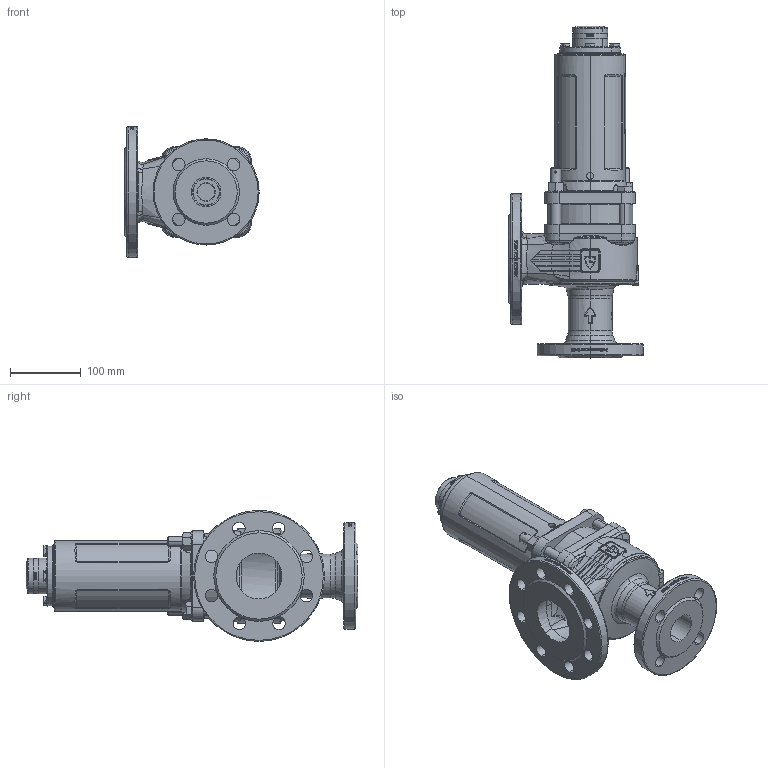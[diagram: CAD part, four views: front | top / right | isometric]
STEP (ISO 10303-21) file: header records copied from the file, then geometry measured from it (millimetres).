
FILE_DESCRIPTION (( 'STEP AP214' ), '1' );
FILE_NAME ('455BGFO_40_FLFL_4065_MD.STEP', '2020-08-27T06:28:57', ( '' ), ( '' ), 'SwSTEP 2.0', 'SolidWorks 2020', '' );
FILE_SCHEMA (( 'AUTOMOTIVE_DESIGN' ));
Length unit declared in the file: millimetre
Products named in the file (1): 455BGFO_40_FLFL_4065_MD
Bounding box: 190 x 469.5 x 185 mm (x, y, z)
Volume: 1999801.2 mm3; surface area: 506602 mm2
Topology: 16 solids, 16 shells, 1955 faces, 5375 edges, 3584 vertices
Faces by surface type: bspline 675, plane 482, cylinder 452, cone 214, torus 126, sphere 6
Entity records: 147553 total; most frequent: CARTESIAN_POINT 81274, ORIENTED_EDGE 10638, DIRECTION 7385, EDGE_CURVE 5319, VERTEX_POINT 3584, AXIS2_PLACEMENT_3D 2991, EDGE_LOOP 2215, B_SPLINE_CURVE_WITH_KNOTS 2160
